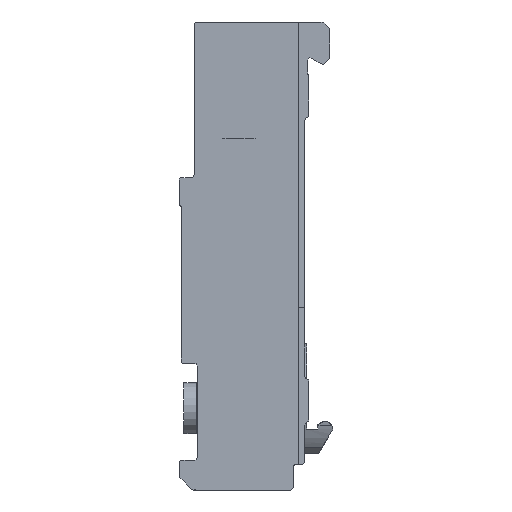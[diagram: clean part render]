
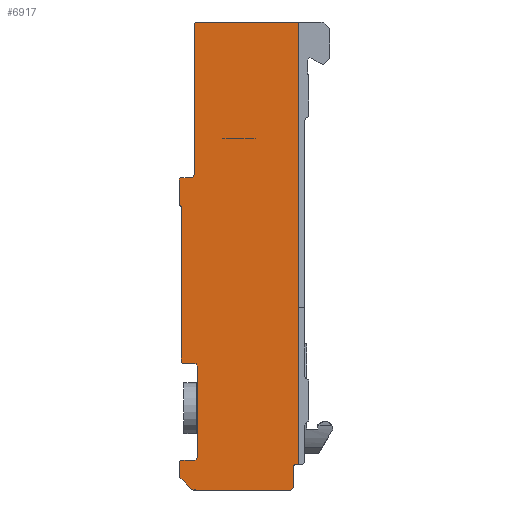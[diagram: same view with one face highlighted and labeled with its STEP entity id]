
A CAD part, front view. The second image highlights one B-rep face of the part: STEP entity #6917.
In plain terms, the highlighted planar face has unit normal (0, -1, 0).
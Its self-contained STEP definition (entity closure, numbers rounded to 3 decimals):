
#1155=PLANE('',#25953);
#2113=FACE_OUTER_BOUND('',#9585,.T.);
#2819=LINE('',#34845,#4700);
#3415=LINE('',#39484,#5296);
#3456=LINE('',#39685,#5337);
#3476=LINE('',#39745,#5357);
#3511=LINE('',#40010,#5392);
#3549=LINE('',#40252,#5430);
#3555=LINE('',#40287,#5436);
#3559=LINE('',#40299,#5440);
#3563=LINE('',#40311,#5444);
#3567=LINE('',#40323,#5448);
#3573=LINE('',#40344,#5454);
#3595=LINE('',#40433,#5476);
#3603=LINE('',#40453,#5484);
#3625=LINE('',#40546,#5506);
#4700=VECTOR('',#27677,1.);
#5296=VECTOR('',#29645,1.);
#5337=VECTOR('',#29784,1.);
#5357=VECTOR('',#29844,1.);
#5392=VECTOR('',#29979,1.);
#5430=VECTOR('',#30141,1.);
#5436=VECTOR('',#30175,1.);
#5440=VECTOR('',#30187,1.);
#5444=VECTOR('',#30199,1.);
#5448=VECTOR('',#30211,1.);
#5454=VECTOR('',#30233,1.);
#5476=VECTOR('',#30307,1.);
#5484=VECTOR('',#30323,1.);
#5506=VECTOR('',#30421,1.);
#6917=ADVANCED_FACE('',(#2113),#1155,.F.);
#9585=EDGE_LOOP('',(#12977,#12978,#12979,#12980,#12981,#12982,#12983,#12984,
#12985,#12986,#12987,#12988,#12989,#12990,#12991,#12992,#12993,#12994,#12995,
#12996,#12997,#12998,#12999,#13000,#13001,#13002,#13003));
#12977=ORIENTED_EDGE('',*,*,#21870,.F.);
#12978=ORIENTED_EDGE('',*,*,#22117,.T.);
#12979=ORIENTED_EDGE('',*,*,#22070,.F.);
#12980=ORIENTED_EDGE('',*,*,#22062,.F.);
#12981=ORIENTED_EDGE('',*,*,#20519,.F.);
#12982=ORIENTED_EDGE('',*,*,#21810,.F.);
#12983=ORIENTED_EDGE('',*,*,#21798,.F.);
#12984=ORIENTED_EDGE('',*,*,#21783,.F.);
#12985=ORIENTED_EDGE('',*,*,#21768,.F.);
#12986=ORIENTED_EDGE('',*,*,#21753,.F.);
#12987=ORIENTED_EDGE('',*,*,#21738,.F.);
#12988=ORIENTED_EDGE('',*,*,#22060,.F.);
#12989=ORIENTED_EDGE('',*,*,#21701,.F.);
#12990=ORIENTED_EDGE('',*,*,#21692,.F.);
#12991=ORIENTED_EDGE('',*,*,#21684,.F.);
#12992=ORIENTED_EDGE('',*,*,#22013,.F.);
#12993=ORIENTED_EDGE('',*,*,#22004,.F.);
#12994=ORIENTED_EDGE('',*,*,#22001,.F.);
#12995=ORIENTED_EDGE('',*,*,#21998,.F.);
#12996=ORIENTED_EDGE('',*,*,#21995,.F.);
#12997=ORIENTED_EDGE('',*,*,#21992,.F.);
#12998=ORIENTED_EDGE('',*,*,#21989,.F.);
#12999=ORIENTED_EDGE('',*,*,#21986,.F.);
#13000=ORIENTED_EDGE('',*,*,#21983,.F.);
#13001=ORIENTED_EDGE('',*,*,#21972,.F.);
#13002=ORIENTED_EDGE('',*,*,#21965,.F.);
#13003=ORIENTED_EDGE('',*,*,#21875,.F.);
#18040=VERTEX_POINT('',#34844);
#18041=VERTEX_POINT('',#34846);
#18920=VERTEX_POINT('',#39448);
#18923=VERTEX_POINT('',#39468);
#18926=VERTEX_POINT('',#39481);
#18932=VERTEX_POINT('',#39535);
#18959=VERTEX_POINT('',#39619);
#18962=VERTEX_POINT('',#39624);
#18971=VERTEX_POINT('',#39652);
#18981=VERTEX_POINT('',#39682);
#18991=VERTEX_POINT('',#39712);
#19001=VERTEX_POINT('',#39742);
#19049=VERTEX_POINT('',#40008);
#19051=VERTEX_POINT('',#40011);
#19054=VERTEX_POINT('',#40035);
#19105=VERTEX_POINT('',#40253);
#19110=VERTEX_POINT('',#40266);
#19120=VERTEX_POINT('',#40288);
#19122=VERTEX_POINT('',#40294);
#19124=VERTEX_POINT('',#40300);
#19126=VERTEX_POINT('',#40306);
#19128=VERTEX_POINT('',#40312);
#19130=VERTEX_POINT('',#40318);
#19132=VERTEX_POINT('',#40324);
#19134=VERTEX_POINT('',#40330);
#19181=VERTEX_POINT('',#40438);
#19183=VERTEX_POINT('',#40443);
#20519=EDGE_CURVE('',#18040,#18041,#2819,.T.);
#21684=EDGE_CURVE('',#18923,#18920,#24243,.T.);
#21692=EDGE_CURVE('',#18920,#18926,#3415,.T.);
#21701=EDGE_CURVE('',#18926,#18932,#24244,.T.);
#21738=EDGE_CURVE('',#18962,#18959,#24254,.T.);
#21753=EDGE_CURVE('',#18959,#18971,#24255,.T.);
#21768=EDGE_CURVE('',#18971,#18981,#3456,.T.);
#21783=EDGE_CURVE('',#18981,#18991,#24256,.T.);
#21798=EDGE_CURVE('',#18991,#19001,#3476,.T.);
#21810=EDGE_CURVE('',#19001,#18040,#24257,.T.);
#21870=EDGE_CURVE('',#19049,#19051,#3511,.T.);
#21875=EDGE_CURVE('',#19051,#19054,#24276,.T.);
#21965=EDGE_CURVE('',#19054,#19105,#3549,.T.);
#21972=EDGE_CURVE('',#19105,#19110,#24329,.T.);
#21983=EDGE_CURVE('',#19110,#19120,#3555,.T.);
#21986=EDGE_CURVE('',#19120,#19122,#24339,.T.);
#21989=EDGE_CURVE('',#19122,#19124,#3559,.T.);
#21992=EDGE_CURVE('',#19124,#19126,#24341,.T.);
#21995=EDGE_CURVE('',#19126,#19128,#3563,.T.);
#21998=EDGE_CURVE('',#19128,#19130,#24343,.T.);
#22001=EDGE_CURVE('',#19130,#19132,#3567,.T.);
#22004=EDGE_CURVE('',#19132,#19134,#24345,.T.);
#22013=EDGE_CURVE('',#19134,#18923,#3573,.T.);
#22060=EDGE_CURVE('',#18932,#18962,#3595,.T.);
#22062=EDGE_CURVE('',#18041,#19181,#24376,.T.);
#22070=EDGE_CURVE('',#19181,#19183,#3603,.T.);
#22117=EDGE_CURVE('',#19049,#19183,#3625,.T.);
#24243=CIRCLE('',#25666,0.2);
#24244=CIRCLE('',#25673,0.2);
#24254=CIRCLE('',#25696,0.2);
#24255=CIRCLE('',#25711,0.2);
#24256=CIRCLE('',#25731,0.2);
#24257=CIRCLE('',#25751,0.2);
#24276=CIRCLE('',#25790,0.2);
#24329=CIRCLE('',#25855,0.2);
#24339=CIRCLE('',#25867,0.2);
#24341=CIRCLE('',#25871,0.2);
#24343=CIRCLE('',#25875,0.2);
#24345=CIRCLE('',#25879,0.2);
#24376=CIRCLE('',#25913,0.2);
#25666=AXIS2_PLACEMENT_3D('',#39469,#29630,#29631);
#25673=AXIS2_PLACEMENT_3D('',#39553,#29655,#29656);
#25696=AXIS2_PLACEMENT_3D('',#39625,#29721,#29722);
#25711=AXIS2_PLACEMENT_3D('',#39655,#29756,#29757);
#25731=AXIS2_PLACEMENT_3D('',#39715,#29816,#29817);
#25751=AXIS2_PLACEMENT_3D('',#39766,#29873,#29874);
#25790=AXIS2_PLACEMENT_3D('',#40034,#29985,#29986);
#25855=AXIS2_PLACEMENT_3D('',#40265,#30153,#30154);
#25867=AXIS2_PLACEMENT_3D('',#40293,#30181,#30182);
#25871=AXIS2_PLACEMENT_3D('',#40305,#30193,#30194);
#25875=AXIS2_PLACEMENT_3D('',#40317,#30205,#30206);
#25879=AXIS2_PLACEMENT_3D('',#40329,#30217,#30218);
#25913=AXIS2_PLACEMENT_3D('',#40437,#30312,#30313);
#25953=AXIS2_PLACEMENT_3D('',#40547,#30422,#30423);
#27677=DIRECTION('',(0.,0.,1.));
#29630=DIRECTION('',(0.,-1.,0.));
#29631=DIRECTION('',(1.,0.,0.));
#29645=DIRECTION('',(-1.,0.,0.));
#29655=DIRECTION('',(0.,1.,0.));
#29656=DIRECTION('',(1.,0.,0.));
#29721=DIRECTION('',(0.,-1.,0.));
#29722=DIRECTION('',(1.,0.,0.));
#29756=DIRECTION('',(0.,1.,0.));
#29757=DIRECTION('',(1.,0.,0.));
#29784=DIRECTION('',(0.,0.,1.));
#29816=DIRECTION('',(0.,1.,0.));
#29817=DIRECTION('',(1.,0.,0.));
#29844=DIRECTION('',(1.,0.,0.));
#29873=DIRECTION('',(0.,-1.,0.));
#29874=DIRECTION('',(1.,0.,0.));
#29979=DIRECTION('',(-1.,0.,0.));
#29985=DIRECTION('',(0.,-1.,0.));
#29986=DIRECTION('',(1.,0.,0.));
#30141=DIRECTION('',(0.,0.,-1.));
#30153=DIRECTION('',(0.,1.,0.));
#30154=DIRECTION('',(1.,0.,0.));
#30175=DIRECTION('',(-1.,0.,0.));
#30181=DIRECTION('',(0.,1.,0.));
#30182=DIRECTION('',(1.,0.,0.));
#30187=DIRECTION('',(-0.707,0.,0.707));
#30193=DIRECTION('',(0.,1.,0.));
#30194=DIRECTION('',(1.,0.,0.));
#30199=DIRECTION('',(0.,0.,1.));
#30205=DIRECTION('',(0.,1.,0.));
#30206=DIRECTION('',(1.,0.,0.));
#30211=DIRECTION('',(1.,0.,0.));
#30217=DIRECTION('',(0.,-1.,0.));
#30218=DIRECTION('',(1.,0.,0.));
#30233=DIRECTION('',(0.,0.,1.));
#30307=DIRECTION('',(0.,0.,1.));
#30312=DIRECTION('',(0.,1.,0.));
#30313=DIRECTION('',(1.,0.,0.));
#30323=DIRECTION('',(1.,0.,0.));
#30421=DIRECTION('',(0.,0.,1.));
#30422=DIRECTION('',(0.,1.,0.));
#30423=DIRECTION('',(1.,0.,0.));
#34844=CARTESIAN_POINT('',(-17.85,-1032.,-10.034));
#34845=CARTESIAN_POINT('',(-17.85,-1032.,-10.034));
#34846=CARTESIAN_POINT('',(-17.85,-1032.,1.566));
#39448=CARTESIAN_POINT('',(-17.8,-1032.,-24.584));
#39468=CARTESIAN_POINT('',(-17.6,-1032.,-24.784));
#39469=CARTESIAN_POINT('',(-17.8,-1032.,-24.784));
#39481=CARTESIAN_POINT('',(-18.65,-1032.,-24.584));
#39484=CARTESIAN_POINT('',(-17.8,-1032.,-24.584));
#39535=CARTESIAN_POINT('',(-18.85,-1032.,-24.384));
#39553=CARTESIAN_POINT('',(-18.65,-1032.,-24.384));
#39619=CARTESIAN_POINT('',(-18.925,-1032.,-12.391));
#39624=CARTESIAN_POINT('',(-18.85,-1032.,-12.547));
#39625=CARTESIAN_POINT('',(-19.05,-1032.,-12.547));
#39652=CARTESIAN_POINT('',(-19.,-1032.,-12.234));
#39655=CARTESIAN_POINT('',(-18.8,-1032.,-12.234));
#39682=CARTESIAN_POINT('',(-19.,-1032.,-10.434));
#39685=CARTESIAN_POINT('',(-19.,-1032.,-12.234));
#39712=CARTESIAN_POINT('',(-18.8,-1032.,-10.234));
#39715=CARTESIAN_POINT('',(-18.8,-1032.,-10.434));
#39742=CARTESIAN_POINT('',(-18.05,-1032.,-10.234));
#39745=CARTESIAN_POINT('',(-18.8,-1032.,-10.234));
#39766=CARTESIAN_POINT('',(-18.05,-1032.,-10.034));
#40008=CARTESIAN_POINT('',(-9.8,-1032.,-32.334));
#40010=CARTESIAN_POINT('',(-9.5,-1032.,-32.334));
#40011=CARTESIAN_POINT('',(-10.,-1032.,-32.334));
#40034=CARTESIAN_POINT('',(-10.,-1032.,-32.534));
#40035=CARTESIAN_POINT('',(-10.2,-1032.,-32.534));
#40252=CARTESIAN_POINT('',(-10.2,-1032.,-32.534));
#40253=CARTESIAN_POINT('',(-10.2,-1032.,-34.134));
#40265=CARTESIAN_POINT('',(-10.4,-1032.,-34.134));
#40266=CARTESIAN_POINT('',(-10.4,-1032.,-34.334));
#40287=CARTESIAN_POINT('',(-10.4,-1032.,-34.334));
#40288=CARTESIAN_POINT('',(-17.917,-1032.,-34.334));
#40293=CARTESIAN_POINT('',(-17.917,-1032.,-34.134));
#40294=CARTESIAN_POINT('',(-18.059,-1032.,-34.276));
#40299=CARTESIAN_POINT('',(-18.059,-1032.,-34.276));
#40300=CARTESIAN_POINT('',(-18.941,-1032.,-33.393));
#40305=CARTESIAN_POINT('',(-18.8,-1032.,-33.252));
#40306=CARTESIAN_POINT('',(-19.,-1032.,-33.252));
#40311=CARTESIAN_POINT('',(-19.,-1032.,-33.252));
#40312=CARTESIAN_POINT('',(-19.,-1032.,-32.234));
#40317=CARTESIAN_POINT('',(-18.8,-1032.,-32.234));
#40318=CARTESIAN_POINT('',(-18.8,-1032.,-32.034));
#40323=CARTESIAN_POINT('',(-18.8,-1032.,-32.034));
#40324=CARTESIAN_POINT('',(-17.8,-1032.,-32.034));
#40329=CARTESIAN_POINT('',(-17.8,-1032.,-31.834));
#40330=CARTESIAN_POINT('',(-17.6,-1032.,-31.834));
#40344=CARTESIAN_POINT('',(-17.6,-1032.,-31.834));
#40433=CARTESIAN_POINT('',(-18.85,-1032.,-24.384));
#40437=CARTESIAN_POINT('',(-17.65,-1032.,1.566));
#40438=CARTESIAN_POINT('',(-17.65,-1032.,1.766));
#40443=CARTESIAN_POINT('',(-9.8,-1032.,1.766));
#40453=CARTESIAN_POINT('',(-17.65,-1032.,1.766));
#40546=CARTESIAN_POINT('',(-9.8,-1032.,-37.944));
#40547=CARTESIAN_POINT('',(-9.2,-1032.,-5.434));
